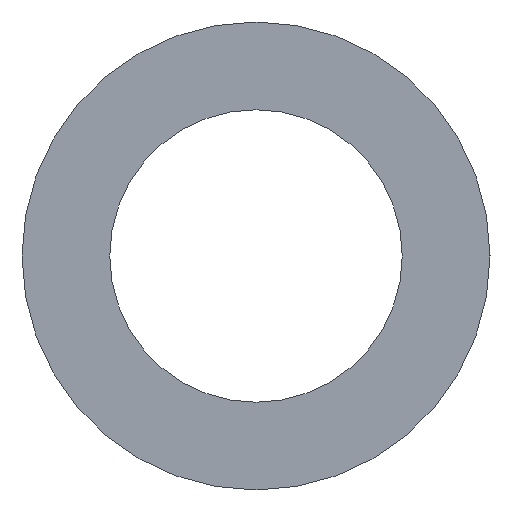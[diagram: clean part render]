
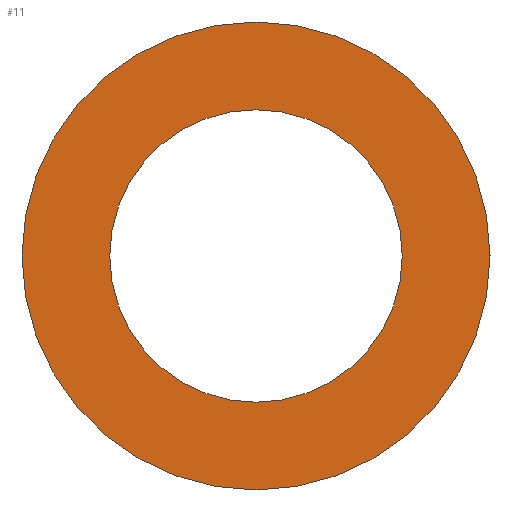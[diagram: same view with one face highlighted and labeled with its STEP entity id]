
A CAD part, left-side view. The second image highlights one B-rep face of the part: STEP entity #11.
In plain terms, the highlighted planar face has unit normal (-1, 0, 0).
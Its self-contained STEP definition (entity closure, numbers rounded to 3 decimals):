
#3 = EDGE_LOOP ( 'NONE', ( #147, #20 ) ) ;
#9 = PLANE ( 'NONE',  #51 ) ;
#11 = ADVANCED_FACE ( 'NONE', ( #297, #80 ), #9, .F. ) ;
#15 = VERTEX_POINT ( 'NONE', #94 ) ;
#20 = ORIENTED_EDGE ( 'NONE', *, *, #261, .T. ) ;
#24 = EDGE_LOOP ( 'NONE', ( #300, #241 ) ) ;
#49 = CARTESIAN_POINT ( 'NONE',  ( 0., 0., 0. ) ) ;
#51 = AXIS2_PLACEMENT_3D ( 'NONE', #133, #188, #317 ) ;
#57 = DIRECTION ( 'NONE',  ( 0., 0., -1. ) ) ;
#67 = VERTEX_POINT ( 'NONE', #275 ) ;
#76 = CARTESIAN_POINT ( 'NONE',  ( 0., 0., 0. ) ) ;
#77 = DIRECTION ( 'NONE',  ( 1., 0., 0. ) ) ;
#80 = FACE_BOUND ( 'NONE', #3, .T. ) ;
#85 = CIRCLE ( 'NONE', #272, 4. ) ;
#94 = CARTESIAN_POINT ( 'NONE',  ( 0., 0., 2.5 ) ) ;
#104 = DIRECTION ( 'NONE',  ( 0., 0., -1. ) ) ;
#106 = AXIS2_PLACEMENT_3D ( 'NONE', #76, #231, #236 ) ;
#108 = CARTESIAN_POINT ( 'NONE',  ( 0., 0., -2.5 ) ) ;
#126 = DIRECTION ( 'NONE',  ( 0., 0., -1. ) ) ;
#133 = CARTESIAN_POINT ( 'NONE',  ( 0., 0., 0. ) ) ;
#147 = ORIENTED_EDGE ( 'NONE', *, *, #228, .T. ) ;
#171 = AXIS2_PLACEMENT_3D ( 'NONE', #180, #312, #57 ) ;
#176 = AXIS2_PLACEMENT_3D ( 'NONE', #49, #77, #104 ) ;
#180 = CARTESIAN_POINT ( 'NONE',  ( 0., 0., 0. ) ) ;
#188 = DIRECTION ( 'NONE',  ( 1., 0., 0. ) ) ;
#195 = EDGE_CURVE ( 'NONE', #67, #305, #253, .T. ) ;
#207 = CARTESIAN_POINT ( 'NONE',  ( 0., 0., 0. ) ) ;
#215 = CIRCLE ( 'NONE', #171, 2.5 ) ;
#216 = VERTEX_POINT ( 'NONE', #108 ) ;
#224 = EDGE_CURVE ( 'NONE', #305, #67, #85, .T. ) ;
#228 = EDGE_CURVE ( 'NONE', #15, #216, #215, .T. ) ;
#231 = DIRECTION ( 'NONE',  ( 1., 0., 0. ) ) ;
#236 = DIRECTION ( 'NONE',  ( 0., 0., -1. ) ) ;
#240 = CIRCLE ( 'NONE', #106, 2.5 ) ;
#241 = ORIENTED_EDGE ( 'NONE', *, *, #195, .F. ) ;
#253 = CIRCLE ( 'NONE', #176, 4. ) ;
#261 = EDGE_CURVE ( 'NONE', #216, #15, #240, .T. ) ;
#262 = CARTESIAN_POINT ( 'NONE',  ( 0., 0., 4. ) ) ;
#272 = AXIS2_PLACEMENT_3D ( 'NONE', #207, #284, #126 ) ;
#275 = CARTESIAN_POINT ( 'NONE',  ( 0., 0., -4. ) ) ;
#284 = DIRECTION ( 'NONE',  ( 1., 0., 0. ) ) ;
#297 = FACE_OUTER_BOUND ( 'NONE', #24, .T. ) ;
#300 = ORIENTED_EDGE ( 'NONE', *, *, #224, .F. ) ;
#305 = VERTEX_POINT ( 'NONE', #262 ) ;
#312 = DIRECTION ( 'NONE',  ( 1., 0., 0. ) ) ;
#317 = DIRECTION ( 'NONE',  ( 0., 0., -1. ) ) ;
